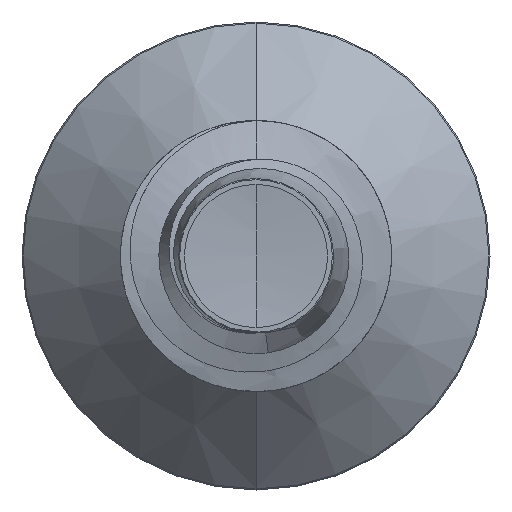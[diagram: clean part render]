
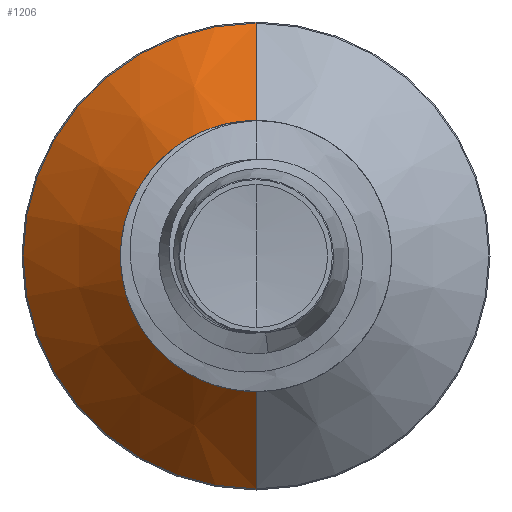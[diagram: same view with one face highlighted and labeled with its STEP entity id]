
A CAD part, front view. The second image highlights one B-rep face of the part: STEP entity #1206.
In plain terms, the highlighted conical face has half-angle 45 degrees and reference radius 1.034 mm.
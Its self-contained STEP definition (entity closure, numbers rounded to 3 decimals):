
#43 = CIRCLE ( 'NONE', #13503, 1.034 ) ;
#386 = FACE_OUTER_BOUND ( 'NONE', #2888, .T. ) ;
#559 = VERTEX_POINT ( 'NONE', #11970 ) ;
#1206 = ADVANCED_FACE ( 'NONE', ( #386 ), #5905, .T. ) ;
#1318 = EDGE_CURVE ( 'NONE', #559, #14796, #43, .T. ) ;
#1849 = VECTOR ( 'NONE', #14188, 1000. ) ;
#2000 = ORIENTED_EDGE ( 'NONE', *, *, #3867, .T. ) ;
#2462 = CARTESIAN_POINT ( 'NONE',  ( 0., 7.64, 0. ) ) ;
#2888 = EDGE_LOOP ( 'NONE', ( #10409, #6260, #2000, #14307 ) ) ;
#3631 = DIRECTION ( 'NONE',  ( 0., 0., 1. ) ) ;
#3867 = EDGE_CURVE ( 'NONE', #14796, #13573, #8800, .T. ) ;
#4087 = VERTEX_POINT ( 'NONE', #5690 ) ;
#4400 = DIRECTION ( 'NONE',  ( 0., 0.707, 0.707 ) ) ;
#5160 = CIRCLE ( 'NONE', #14175, 1.89 ) ;
#5690 = CARTESIAN_POINT ( 'NONE',  ( 0., 7.64, -1.89 ) ) ;
#5905 = CONICAL_SURFACE ( 'NONE', #11168, 1.034, 0.785 ) ;
#6260 = ORIENTED_EDGE ( 'NONE', *, *, #1318, .T. ) ;
#7964 = DIRECTION ( 'NONE',  ( 0., 1., 0. ) ) ;
#8424 = CARTESIAN_POINT ( 'NONE',  ( 0., 7.64, 1.89 ) ) ;
#8445 = VECTOR ( 'NONE', #4400, 1000. ) ;
#8567 = EDGE_CURVE ( 'NONE', #4087, #13573, #5160, .T. ) ;
#8800 = LINE ( 'NONE', #13744, #8445 ) ;
#9434 = CARTESIAN_POINT ( 'NONE',  ( 0., 6.784, -1.034 ) ) ;
#10409 = ORIENTED_EDGE ( 'NONE', *, *, #10629, .F. ) ;
#10629 = EDGE_CURVE ( 'NONE', #559, #4087, #10824, .T. ) ;
#10636 = DIRECTION ( 'NONE',  ( 0., 1., 0. ) ) ;
#10824 = LINE ( 'NONE', #9434, #1849 ) ;
#10985 = DIRECTION ( 'NONE',  ( 0., 1., 0. ) ) ;
#11135 = CARTESIAN_POINT ( 'NONE',  ( 0., 6.784, 0. ) ) ;
#11168 = AXIS2_PLACEMENT_3D ( 'NONE', #12616, #7964, #13675 ) ;
#11200 = CARTESIAN_POINT ( 'NONE',  ( 0., 6.784, 1.034 ) ) ;
#11970 = CARTESIAN_POINT ( 'NONE',  ( 0., 6.784, -1.034 ) ) ;
#12616 = CARTESIAN_POINT ( 'NONE',  ( 0., 6.784, 0. ) ) ;
#13503 = AXIS2_PLACEMENT_3D ( 'NONE', #11135, #10985, #14821 ) ;
#13573 = VERTEX_POINT ( 'NONE', #8424 ) ;
#13675 = DIRECTION ( 'NONE',  ( 0., 0., 1. ) ) ;
#13744 = CARTESIAN_POINT ( 'NONE',  ( 0., 6.784, 1.034 ) ) ;
#14175 = AXIS2_PLACEMENT_3D ( 'NONE', #2462, #10636, #3631 ) ;
#14188 = DIRECTION ( 'NONE',  ( 0., 0.707, -0.707 ) ) ;
#14307 = ORIENTED_EDGE ( 'NONE', *, *, #8567, .F. ) ;
#14796 = VERTEX_POINT ( 'NONE', #11200 ) ;
#14821 = DIRECTION ( 'NONE',  ( 0., 0., 1. ) ) ;
